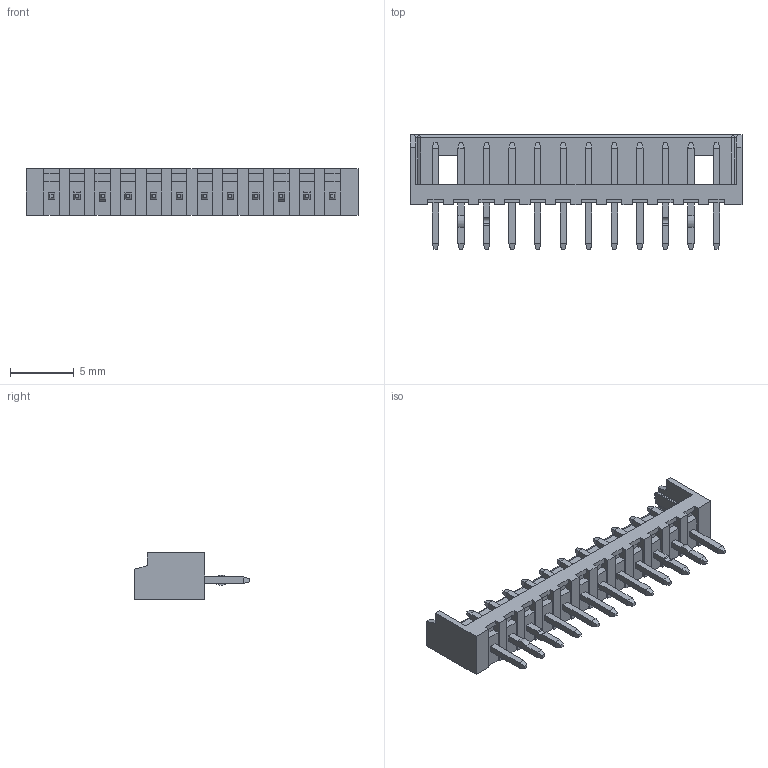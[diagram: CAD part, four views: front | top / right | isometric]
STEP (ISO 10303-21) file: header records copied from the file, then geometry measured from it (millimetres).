
FILE_DESCRIPTION((''),'2;1');
FILE_NAME('532531270','2019-09-13T',('gga'),(''),'PRO/ENGINEER BY PARAMETRIC TECHNOLOGY CORPORATION, 2016010','PRO/ENGINEER BY PARAMETRIC TECHNOLOGY CORPORATION, 2016010','');
FILE_SCHEMA(('CONFIG_CONTROL_DESIGN'));
Length unit declared in the file: millimetre
Products named in the file (1): 532531270
Bounding box: 26 x 9 x 3.65 mm (x, y, z)
Volume: 207.6 mm3; surface area: 744.2 mm2
Topology: 1 solids, 1 shells, 401 faces, 1043 edges, 666 vertices
Faces by surface type: plane 385, cylinder 16
Entity records: 11944 total; most frequent: CARTESIAN_POINT 2087, ORIENTED_EDGE 2038, DIRECTION 1903, EDGE_CURVE 1019, VECTOR 987, LINE 987, VERTEX_POINT 642, AXIS2_PLACEMENT_3D 458
